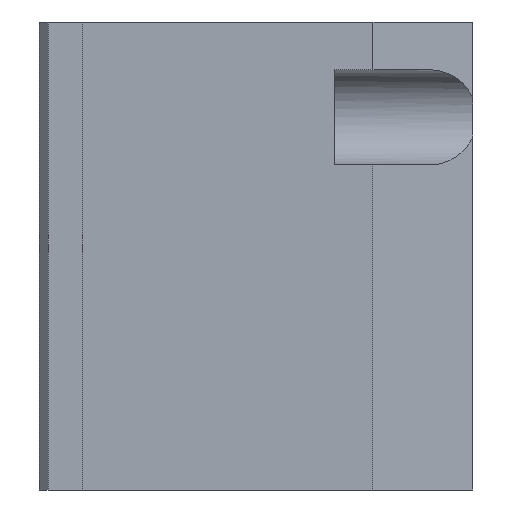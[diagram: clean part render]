
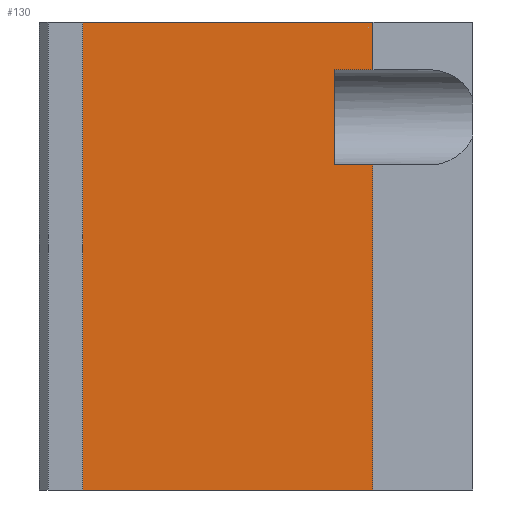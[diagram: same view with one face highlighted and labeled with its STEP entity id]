
A CAD part, left-side view. The second image highlights one B-rep face of the part: STEP entity #130.
In plain terms, the highlighted planar face has unit normal (-1, 0, 0).
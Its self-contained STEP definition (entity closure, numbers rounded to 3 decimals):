
#130 = ADVANCED_FACE( '', ( #266 ), #267, .T. );
#266 = FACE_OUTER_BOUND( '', #417, .T. );
#267 = PLANE( '', #418 );
#417 = EDGE_LOOP( '', ( #887, #888, #889, #890, #891, #892, #893, #894 ) );
#418 = AXIS2_PLACEMENT_3D( '', #895, #896, #897 );
#887 = ORIENTED_EDGE( '', *, *, #1159, .T. );
#888 = ORIENTED_EDGE( '', *, *, #1148, .T. );
#889 = ORIENTED_EDGE( '', *, *, #1154, .T. );
#890 = ORIENTED_EDGE( '', *, *, #1170, .T. );
#891 = ORIENTED_EDGE( '', *, *, #1171, .T. );
#892 = ORIENTED_EDGE( '', *, *, #1172, .F. );
#893 = ORIENTED_EDGE( '', *, *, #1113, .T. );
#894 = ORIENTED_EDGE( '', *, *, #1173, .T. );
#895 = CARTESIAN_POINT( '', ( -29., 11.5, 0. ) );
#896 = DIRECTION( '', ( -1., 0., 0. ) );
#897 = DIRECTION( '', ( 0., -1., 0. ) );
#1113 = EDGE_CURVE( '', #1371, #1369, #1372, .T. );
#1148 = EDGE_CURVE( '', #1423, #1424, #1425, .T. );
#1154 = EDGE_CURVE( '', #1424, #1434, #1435, .T. );
#1159 = EDGE_CURVE( '', #1442, #1423, #1443, .T. );
#1170 = EDGE_CURVE( '', #1434, #1459, #1460, .T. );
#1171 = EDGE_CURVE( '', #1459, #1461, #1462, .T. );
#1172 = EDGE_CURVE( '', #1371, #1461, #1463, .T. );
#1173 = EDGE_CURVE( '', #1369, #1442, #1464, .T. );
#1369 = VERTEX_POINT( '', #1779 );
#1371 = VERTEX_POINT( '', #1782 );
#1372 = LINE( '', #1783, #1784 );
#1423 = VERTEX_POINT( '', #1851 );
#1424 = VERTEX_POINT( '', #1852 );
#1425 = LINE( '', #1853, #1854 );
#1434 = VERTEX_POINT( '', #1867 );
#1435 = LINE( '', #1868, #1869 );
#1442 = VERTEX_POINT( '', #1880 );
#1443 = LINE( '', #1881, #1882 );
#1459 = VERTEX_POINT( '', #1905 );
#1460 = LINE( '', #1906, #1907 );
#1461 = VERTEX_POINT( '', #1908 );
#1462 = LINE( '', #1909, #1910 );
#1463 = LINE( '', #1911, #1912 );
#1464 = LINE( '', #1913, #1914 );
#1779 = CARTESIAN_POINT( '', ( -29., 11.5, 0. ) );
#1782 = CARTESIAN_POINT( '', ( -29., 45., 0. ) );
#1783 = CARTESIAN_POINT( '', ( -29., 45., 0. ) );
#1784 = VECTOR( '', #2133, 1. );
#1851 = CARTESIAN_POINT( '', ( -29., 16., 37.5 ) );
#1852 = CARTESIAN_POINT( '', ( -29., 16., 48.5 ) );
#1853 = CARTESIAN_POINT( '', ( -29., 16., 0. ) );
#1854 = VECTOR( '', #2204, 1. );
#1867 = CARTESIAN_POINT( '', ( -29., 11.5, 48.5 ) );
#1868 = CARTESIAN_POINT( '', ( -29., 5.75, 48.5 ) );
#1869 = VECTOR( '', #2212, 1. );
#1880 = CARTESIAN_POINT( '', ( -29., 11.5, 37.5 ) );
#1881 = CARTESIAN_POINT( '', ( -29., 5.75, 37.5 ) );
#1882 = VECTOR( '', #2217, 1. );
#1905 = CARTESIAN_POINT( '', ( -29., 11.5, 54. ) );
#1906 = CARTESIAN_POINT( '', ( -29., 11.5, 0. ) );
#1907 = VECTOR( '', #2234, 1. );
#1908 = CARTESIAN_POINT( '', ( -29., 45., 54. ) );
#1909 = CARTESIAN_POINT( '', ( -29., 45., 54. ) );
#1910 = VECTOR( '', #2235, 1. );
#1911 = CARTESIAN_POINT( '', ( -29., 45., 0. ) );
#1912 = VECTOR( '', #2236, 1. );
#1913 = CARTESIAN_POINT( '', ( -29., 11.5, 0. ) );
#1914 = VECTOR( '', #2237, 1. );
#2133 = DIRECTION( '', ( 0., -1., 0. ) );
#2204 = DIRECTION( '', ( 0., 0., 1. ) );
#2212 = DIRECTION( '', ( 0., -1., 0. ) );
#2217 = DIRECTION( '', ( 0., 1., 0. ) );
#2234 = DIRECTION( '', ( 0., 0., 1. ) );
#2235 = DIRECTION( '', ( 0., 1., 0. ) );
#2236 = DIRECTION( '', ( 0., 0., 1. ) );
#2237 = DIRECTION( '', ( 0., 0., 1. ) );
